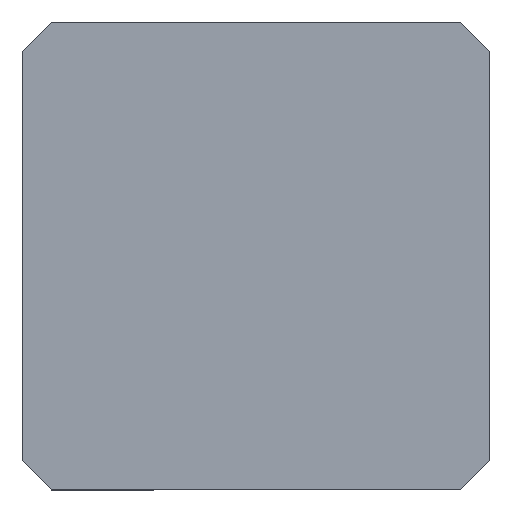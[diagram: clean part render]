
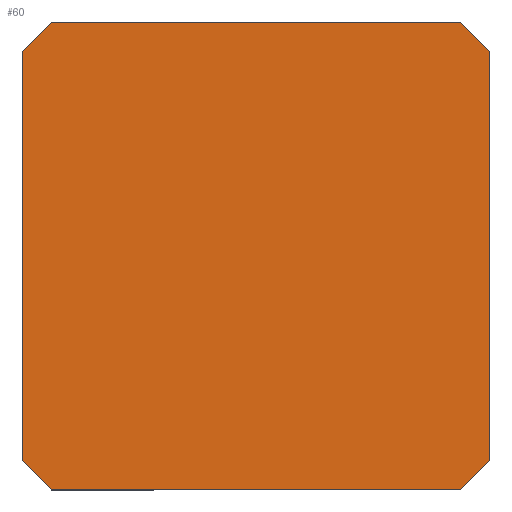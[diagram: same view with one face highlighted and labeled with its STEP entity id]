
A CAD part, top view. The second image highlights one B-rep face of the part: STEP entity #60.
In plain terms, the highlighted planar face has unit normal (0, 0, 1).
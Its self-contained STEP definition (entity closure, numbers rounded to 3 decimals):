
#8 = VECTOR ( 'NONE', #118, 1000. ) ;
#15 = DIRECTION ( 'NONE',  ( 1., 0., 0. ) ) ;
#17 = ORIENTED_EDGE ( 'NONE', *, *, #253, .T. ) ;
#18 = DIRECTION ( 'NONE',  ( 0.707, 0.707, 0. ) ) ;
#25 = DIRECTION ( 'NONE',  ( -0.707, -0.707, 0. ) ) ;
#31 = VERTEX_POINT ( 'NONE', #198 ) ;
#41 = EDGE_CURVE ( 'NONE', #117, #196, #63, .T. ) ;
#46 = DIRECTION ( 'NONE',  ( 0., 0., 1. ) ) ;
#47 = ORIENTED_EDGE ( 'NONE', *, *, #276, .T. ) ;
#49 = VERTEX_POINT ( 'NONE', #53 ) ;
#53 = CARTESIAN_POINT ( 'NONE',  ( 35., -40., 6.5 ) ) ;
#55 = CARTESIAN_POINT ( 'NONE',  ( -40., 40., 6.5 ) ) ;
#57 = VERTEX_POINT ( 'NONE', #114 ) ;
#60 = ADVANCED_FACE ( 'NONE', ( #231 ), #338, .T. ) ;
#62 = CARTESIAN_POINT ( 'NONE',  ( 40., 40., 6.5 ) ) ;
#63 = LINE ( 'NONE', #203, #335 ) ;
#73 = VERTEX_POINT ( 'NONE', #210 ) ;
#75 = CARTESIAN_POINT ( 'NONE',  ( -40., -35., 6.5 ) ) ;
#88 = LINE ( 'NONE', #324, #362 ) ;
#89 = ORIENTED_EDGE ( 'NONE', *, *, #234, .T. ) ;
#109 = ORIENTED_EDGE ( 'NONE', *, *, #207, .T. ) ;
#114 = CARTESIAN_POINT ( 'NONE',  ( 40., -35., 6.5 ) ) ;
#117 = VERTEX_POINT ( 'NONE', #75 ) ;
#118 = DIRECTION ( 'NONE',  ( -1., 0., 0. ) ) ;
#121 = LINE ( 'NONE', #62, #8 ) ;
#122 = ORIENTED_EDGE ( 'NONE', *, *, #41, .T. ) ;
#123 = DIRECTION ( 'NONE',  ( 0., 1., 0. ) ) ;
#126 = VECTOR ( 'NONE', #358, 1000. ) ;
#145 = VECTOR ( 'NONE', #18, 1000. ) ;
#163 = CARTESIAN_POINT ( 'NONE',  ( -40., -40., 6.5 ) ) ;
#168 = DIRECTION ( 'NONE',  ( 0.707, -0.707, 0. ) ) ;
#176 = ORIENTED_EDGE ( 'NONE', *, *, #332, .T. ) ;
#179 = LINE ( 'NONE', #282, #280 ) ;
#187 = DIRECTION ( 'NONE',  ( 1., 0., 0. ) ) ;
#190 = VECTOR ( 'NONE', #278, 1000. ) ;
#193 = EDGE_CURVE ( 'NONE', #31, #277, #299, .T. ) ;
#196 = VERTEX_POINT ( 'NONE', #359 ) ;
#198 = CARTESIAN_POINT ( 'NONE',  ( 40., 35., 6.5 ) ) ;
#201 = CARTESIAN_POINT ( 'NONE',  ( 0., 0., 6.5 ) ) ;
#203 = CARTESIAN_POINT ( 'NONE',  ( -37.5, -37.5, 6.5 ) ) ;
#207 = EDGE_CURVE ( 'NONE', #196, #49, #223, .T. ) ;
#210 = CARTESIAN_POINT ( 'NONE',  ( -40., 35., 6.5 ) ) ;
#215 = AXIS2_PLACEMENT_3D ( 'NONE', #201, #46, #187 ) ;
#217 = EDGE_CURVE ( 'NONE', #49, #57, #224, .T. ) ;
#223 = LINE ( 'NONE', #163, #270 ) ;
#224 = LINE ( 'NONE', #333, #145 ) ;
#225 = VERTEX_POINT ( 'NONE', #306 ) ;
#231 = FACE_OUTER_BOUND ( 'NONE', #283, .T. ) ;
#234 = EDGE_CURVE ( 'NONE', #73, #117, #252, .T. ) ;
#249 = CARTESIAN_POINT ( 'NONE',  ( 37.5, 37.5, 6.5 ) ) ;
#252 = LINE ( 'NONE', #55, #190 ) ;
#253 = EDGE_CURVE ( 'NONE', #277, #225, #121, .T. ) ;
#270 = VECTOR ( 'NONE', #15, 1000. ) ;
#275 = ORIENTED_EDGE ( 'NONE', *, *, #193, .T. ) ;
#276 = EDGE_CURVE ( 'NONE', #225, #73, #88, .T. ) ;
#277 = VERTEX_POINT ( 'NONE', #317 ) ;
#278 = DIRECTION ( 'NONE',  ( 0., -1., 0. ) ) ;
#280 = VECTOR ( 'NONE', #123, 1000. ) ;
#282 = CARTESIAN_POINT ( 'NONE',  ( 40., -40., 6.5 ) ) ;
#283 = EDGE_LOOP ( 'NONE', ( #89, #122, #109, #316, #176, #275, #17, #47 ) ) ;
#299 = LINE ( 'NONE', #249, #126 ) ;
#306 = CARTESIAN_POINT ( 'NONE',  ( -35., 40., 6.5 ) ) ;
#316 = ORIENTED_EDGE ( 'NONE', *, *, #217, .T. ) ;
#317 = CARTESIAN_POINT ( 'NONE',  ( 35., 40., 6.5 ) ) ;
#324 = CARTESIAN_POINT ( 'NONE',  ( -37.5, 37.5, 6.5 ) ) ;
#332 = EDGE_CURVE ( 'NONE', #57, #31, #179, .T. ) ;
#333 = CARTESIAN_POINT ( 'NONE',  ( 37.5, -37.5, 6.5 ) ) ;
#335 = VECTOR ( 'NONE', #168, 1000. ) ;
#338 = PLANE ( 'NONE',  #215 ) ;
#358 = DIRECTION ( 'NONE',  ( -0.707, 0.707, 0. ) ) ;
#359 = CARTESIAN_POINT ( 'NONE',  ( -35., -40., 6.5 ) ) ;
#362 = VECTOR ( 'NONE', #25, 1000. ) ;
